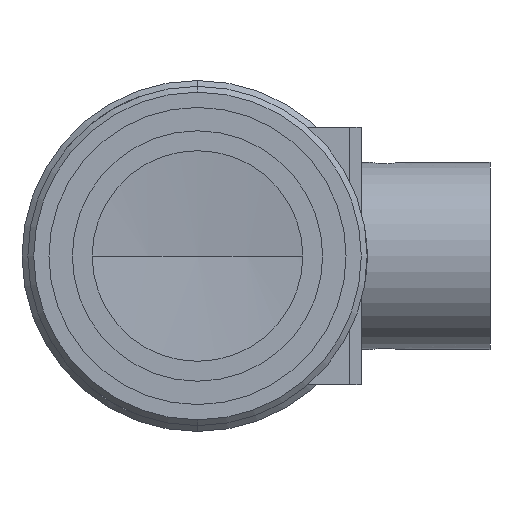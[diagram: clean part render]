
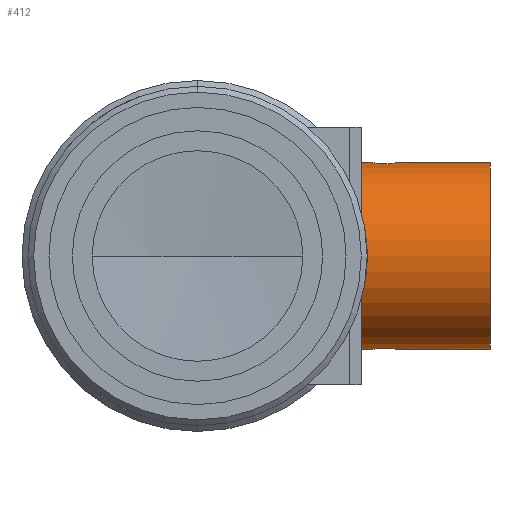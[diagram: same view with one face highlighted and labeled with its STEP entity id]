
A CAD part, front view. The second image highlights one B-rep face of the part: STEP entity #412.
In plain terms, the highlighted cylindrical face has radius 8 mm (diameter 16 mm), a partial arc.
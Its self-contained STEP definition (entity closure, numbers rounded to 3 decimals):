
#45 = CARTESIAN_POINT ( 'NONE',  ( 17.217, -129.028, 7.995 ) ) ;
#91 = CARTESIAN_POINT ( 'NONE',  ( 14.758, -128.865, 7.999 ) ) ;
#98 = B_SPLINE_CURVE_WITH_KNOTS ( 'NONE', 3,
 ( #566, #541, #45, #1875, #310, #2128, #575, #2393, #843, #2651, #1103, #2921, #1373, #3183, #1631, #2957, #1409, #3228, #1667, #91, #1922, #358 ),
 .UNSPECIFIED., .F., .F.,
 ( 4, 2, 2, 2, 2, 2, 2, 2, 2, 2, 4 ),
 ( 0., 0., 0.001, 0.001, 0.002, 0.002, 0.002, 0.003, 0.003, 0.004, 0.004 ),
 .UNSPECIFIED. ) ;
#139 = DIRECTION ( 'NONE',  ( 1., 0., 0. ) ) ;
#167 = DIRECTION ( 'NONE',  ( 0., 0., -1. ) ) ;
#169 = CARTESIAN_POINT ( 'NONE',  ( 16.403, -129.886, -7.912 ) ) ;
#207 = FACE_OUTER_BOUND ( 'NONE', #2491, .T. ) ;
#235 = CARTESIAN_POINT ( 'NONE',  ( 14., -128.7, 8. ) ) ;
#256 = DIRECTION ( 'NONE',  ( 0., 0., 1. ) ) ;
#310 = CARTESIAN_POINT ( 'NONE',  ( 16.999, -129.469, 7.964 ) ) ;
#358 = CARTESIAN_POINT ( 'NONE',  ( 14.75, -128.7, 8. ) ) ;
#371 = EDGE_CURVE ( 'NONE', #678, #3109, #374, .T. ) ;
#374 = CIRCLE ( 'NONE', #3265, 8. ) ;
#412 = ADVANCED_FACE ( 'NONE', ( #207 ), #1530, .T. ) ;
#430 = CARTESIAN_POINT ( 'NONE',  ( 14., -128.7, 8. ) ) ;
#437 = CARTESIAN_POINT ( 'NONE',  ( 14.75, -128.865, -8. ) ) ;
#448 = CARTESIAN_POINT ( 'NONE',  ( 16.767, -129.7, -7.938 ) ) ;
#454 = CARTESIAN_POINT ( 'NONE',  ( 14., -128.7, 8. ) ) ;
#482 = VERTEX_POINT ( 'NONE', #1206 ) ;
#541 = CARTESIAN_POINT ( 'NONE',  ( 17.25, -128.865, 8. ) ) ;
#566 = CARTESIAN_POINT ( 'NONE',  ( 17.25, -128.7, 8. ) ) ;
#575 = CARTESIAN_POINT ( 'NONE',  ( 16.629, -129.792, 7.925 ) ) ;
#619 = LINE ( 'NONE', #430, #3233 ) ;
#678 = VERTEX_POINT ( 'NONE', #2418 ) ;
#679 = DIRECTION ( 'NONE',  ( 1., 0., 0. ) ) ;
#691 = CARTESIAN_POINT ( 'NONE',  ( 14.908, -129.33, -7.977 ) ) ;
#695 = AXIS2_PLACEMENT_3D ( 'NONE', #3391, #1828, #256 ) ;
#707 = CARTESIAN_POINT ( 'NONE',  ( 17.092, -129.33, -7.977 ) ) ;
#710 = CIRCLE ( 'NONE', #2814, 8. ) ;
#720 = ORIENTED_EDGE ( 'NONE', *, *, #371, .F. ) ;
#727 = ORIENTED_EDGE ( 'NONE', *, *, #2546, .F. ) ;
#787 = LINE ( 'NONE', #454, #2859 ) ;
#843 = CARTESIAN_POINT ( 'NONE',  ( 16.164, -129.95, 7.902 ) ) ;
#848 = ORIENTED_EDGE ( 'NONE', *, *, #2646, .T. ) ;
#953 = EDGE_CURVE ( 'NONE', #1329, #3339, #1637, .T. ) ;
#959 = CARTESIAN_POINT ( 'NONE',  ( 15.231, -129.699, -7.938 ) ) ;
#965 = CARTESIAN_POINT ( 'NONE',  ( 17.25, -128.7, -8. ) ) ;
#972 = CARTESIAN_POINT ( 'NONE',  ( 17.21, -129.025, -7.994 ) ) ;
#1050 = DIRECTION ( 'NONE',  ( 0., 0., 1. ) ) ;
#1072 = AXIS2_PLACEMENT_3D ( 'NONE', #1918, #139, #167 ) ;
#1093 = CARTESIAN_POINT ( 'NONE',  ( 25., -128.7, 8. ) ) ;
#1103 = CARTESIAN_POINT ( 'NONE',  ( 15.836, -129.942, 7.903 ) ) ;
#1206 = CARTESIAN_POINT ( 'NONE',  ( 17.25, -128.7, 8. ) ) ;
#1223 = DIRECTION ( 'NONE',  ( 1., 0., 0. ) ) ;
#1229 = CARTESIAN_POINT ( 'NONE',  ( 15.672, -129.917, -7.907 ) ) ;
#1245 = CARTESIAN_POINT ( 'NONE',  ( 17.25, -128.782, -8. ) ) ;
#1329 = VERTEX_POINT ( 'NONE', #965 ) ;
#1371 = CARTESIAN_POINT ( 'NONE',  ( 25., -128.7, 0. ) ) ;
#1373 = CARTESIAN_POINT ( 'NONE',  ( 15.597, -129.886, 7.912 ) ) ;
#1378 = VERTEX_POINT ( 'NONE', #1705 ) ;
#1409 = CARTESIAN_POINT ( 'NONE',  ( 14.908, -129.33, 7.977 ) ) ;
#1489 = CARTESIAN_POINT ( 'NONE',  ( 16.081, -129.95, -7.902 ) ) ;
#1490 = ORIENTED_EDGE ( 'NONE', *, *, #2122, .T. ) ;
#1507 = DIRECTION ( 'NONE',  ( 1., 0., 0. ) ) ;
#1530 = CYLINDRICAL_SURFACE ( 'NONE', #1072, 8. ) ;
#1629 = DIRECTION ( 'NONE',  ( 0., 0., 1. ) ) ;
#1631 = CARTESIAN_POINT ( 'NONE',  ( 15.233, -129.7, 7.938 ) ) ;
#1637 = LINE ( 'NONE', #2083, #2296 ) ;
#1667 = CARTESIAN_POINT ( 'NONE',  ( 14.79, -129.025, 7.994 ) ) ;
#1705 = CARTESIAN_POINT ( 'NONE',  ( 14.75, -128.7, 8. ) ) ;
#1746 = CARTESIAN_POINT ( 'NONE',  ( 16.325, -129.91, -7.908 ) ) ;
#1778 = CARTESIAN_POINT ( 'NONE',  ( 14., -128.7, -8. ) ) ;
#1828 = DIRECTION ( 'NONE',  ( -1., 0., 0. ) ) ;
#1846 = VERTEX_POINT ( 'NONE', #2817 ) ;
#1875 = CARTESIAN_POINT ( 'NONE',  ( 17.092, -129.33, 7.977 ) ) ;
#1918 = CARTESIAN_POINT ( 'NONE',  ( 14., -128.7, 0. ) ) ;
#1922 = CARTESIAN_POINT ( 'NONE',  ( 14.75, -128.782, 8. ) ) ;
#2004 = ORIENTED_EDGE ( 'NONE', *, *, #953, .T. ) ;
#2009 = CARTESIAN_POINT ( 'NONE',  ( 16.63, -129.792, -7.925 ) ) ;
#2083 = CARTESIAN_POINT ( 'NONE',  ( 14., -128.7, -8. ) ) ;
#2122 = EDGE_CURVE ( 'NONE', #1846, #1329, #2187, .T. ) ;
#2128 = CARTESIAN_POINT ( 'NONE',  ( 16.769, -129.699, 7.938 ) ) ;
#2132 = CIRCLE ( 'NONE', #695, 8. ) ;
#2150 = CARTESIAN_POINT ( 'NONE',  ( 25., -128.7, -8. ) ) ;
#2187 = B_SPLINE_CURVE_WITH_KNOTS ( 'NONE', 3,
 ( #2286, #437, #2241, #691, #2509, #959, #2774, #1229, #3037, #1489, #3309, #1746, #169, #2009, #448, #2256, #707, #2522, #972, #2784, #1245, #3047 ),
 .UNSPECIFIED., .F., .F.,
 ( 4, 2, 2, 2, 2, 2, 2, 2, 2, 2, 4 ),
 ( 0., 0., 0.001, 0.001, 0.002, 0.002, 0.002, 0.003, 0.003, 0.004, 0.004 ),
 .UNSPECIFIED. ) ;
#2241 = CARTESIAN_POINT ( 'NONE',  ( 14.783, -129.028, -7.995 ) ) ;
#2256 = CARTESIAN_POINT ( 'NONE',  ( 17., -129.467, -7.964 ) ) ;
#2286 = CARTESIAN_POINT ( 'NONE',  ( 14.75, -128.7, -8. ) ) ;
#2291 = ORIENTED_EDGE ( 'NONE', *, *, #2934, .F. ) ;
#2296 = VECTOR ( 'NONE', #679, 1000. ) ;
#2393 = CARTESIAN_POINT ( 'NONE',  ( 16.328, -129.917, 7.907 ) ) ;
#2418 = CARTESIAN_POINT ( 'NONE',  ( 14., -136.7, 0. ) ) ;
#2491 = EDGE_LOOP ( 'NONE', ( #3123, #720, #727, #3195, #1490, #2004, #2997, #2291, #848 ) ) ;
#2509 = CARTESIAN_POINT ( 'NONE',  ( 15.001, -129.469, -7.964 ) ) ;
#2522 = CARTESIAN_POINT ( 'NONE',  ( 17.186, -129.103, -7.99 ) ) ;
#2546 = EDGE_CURVE ( 'NONE', #2829, #678, #2132, .T. ) ;
#2646 = EDGE_CURVE ( 'NONE', #482, #1378, #98, .T. ) ;
#2651 = CARTESIAN_POINT ( 'NONE',  ( 15.919, -129.95, 7.902 ) ) ;
#2676 = VERTEX_POINT ( 'NONE', #1093 ) ;
#2743 = VECTOR ( 'NONE', #3341, 1000. ) ;
#2774 = CARTESIAN_POINT ( 'NONE',  ( 15.371, -129.792, -7.925 ) ) ;
#2784 = CARTESIAN_POINT ( 'NONE',  ( 17.242, -128.865, -7.999 ) ) ;
#2814 = AXIS2_PLACEMENT_3D ( 'NONE', #1371, #3181, #1629 ) ;
#2817 = CARTESIAN_POINT ( 'NONE',  ( 14.75, -128.7, -8. ) ) ;
#2829 = VERTEX_POINT ( 'NONE', #3040 ) ;
#2832 = LINE ( 'NONE', #1778, #2743 ) ;
#2838 = EDGE_CURVE ( 'NONE', #3109, #1378, #787, .T. ) ;
#2859 = VECTOR ( 'NONE', #1507, 1000. ) ;
#2921 = CARTESIAN_POINT ( 'NONE',  ( 15.675, -129.91, 7.908 ) ) ;
#2934 = EDGE_CURVE ( 'NONE', #482, #2676, #619, .T. ) ;
#2957 = CARTESIAN_POINT ( 'NONE',  ( 15., -129.467, 7.964 ) ) ;
#2997 = ORIENTED_EDGE ( 'NONE', *, *, #3291, .T. ) ;
#3000 = EDGE_CURVE ( 'NONE', #2829, #1846, #2832, .T. ) ;
#3037 = CARTESIAN_POINT ( 'NONE',  ( 15.836, -129.95, -7.902 ) ) ;
#3040 = CARTESIAN_POINT ( 'NONE',  ( 14., -128.7, -8. ) ) ;
#3047 = CARTESIAN_POINT ( 'NONE',  ( 17.25, -128.7, -8. ) ) ;
#3077 = CARTESIAN_POINT ( 'NONE',  ( 14., -128.7, 0. ) ) ;
#3109 = VERTEX_POINT ( 'NONE', #235 ) ;
#3123 = ORIENTED_EDGE ( 'NONE', *, *, #2838, .F. ) ;
#3181 = DIRECTION ( 'NONE',  ( -1., 0., 0. ) ) ;
#3183 = CARTESIAN_POINT ( 'NONE',  ( 15.37, -129.792, 7.925 ) ) ;
#3195 = ORIENTED_EDGE ( 'NONE', *, *, #3000, .T. ) ;
#3228 = CARTESIAN_POINT ( 'NONE',  ( 14.814, -129.103, 7.99 ) ) ;
#3233 = VECTOR ( 'NONE', #1223, 1000. ) ;
#3265 = AXIS2_PLACEMENT_3D ( 'NONE', #3077, #3293, #1050 ) ;
#3291 = EDGE_CURVE ( 'NONE', #3339, #2676, #710, .T. ) ;
#3293 = DIRECTION ( 'NONE',  ( -1., 0., 0. ) ) ;
#3309 = CARTESIAN_POINT ( 'NONE',  ( 16.164, -129.942, -7.903 ) ) ;
#3339 = VERTEX_POINT ( 'NONE', #2150 ) ;
#3341 = DIRECTION ( 'NONE',  ( 1., 0., 0. ) ) ;
#3391 = CARTESIAN_POINT ( 'NONE',  ( 14., -128.7, 0. ) ) ;
